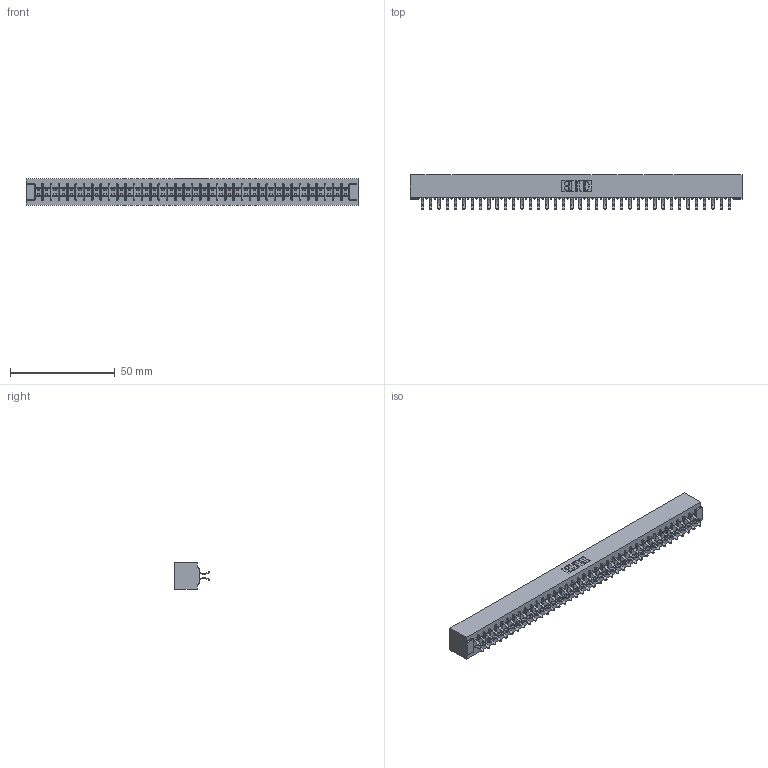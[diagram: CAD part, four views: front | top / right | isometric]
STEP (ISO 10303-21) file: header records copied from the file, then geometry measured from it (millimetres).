
FILE_DESCRIPTION (( 'STEP AP203' ), '1' );
FILE_NAME ('305-076-556-501.STEP', '2019-09-10T08:26:42', ( '' ), ( '' ), 'SwSTEP 2.0', 'SolidWorks 2016', '' );
FILE_SCHEMA (( 'CONFIG_CONTROL_DESIGN' ));
Length unit declared in the file: inch
Products named in the file (3): 305-076-556-501; 305 Part_No Mounting; 305-290-001_556
Assembly tree (77 placements, depth 2):
  305-076-556-501
    305 Part_No Mounting
    305-290-001_556  x76
Bounding box: 158.45 x 16.64 x 12.7 mm (x, y, z)
Volume: 16453.6 mm3; surface area: 22113.4 mm2
Topology: 77 solids, 77 shells, 4364 faces, 12566 edges, 8172 vertices
Faces by surface type: plane 2420, cylinder 1792, sphere 152
Entity records: 41575 total; most frequent: CARTESIAN_POINT 6880, ORIENTED_EDGE 6828, DIRECTION 6660, EDGE_CURVE 3414, VECTOR 2756, LINE 2756, VERTEX_POINT 2172, AXIS2_PLACEMENT_3D 1952
